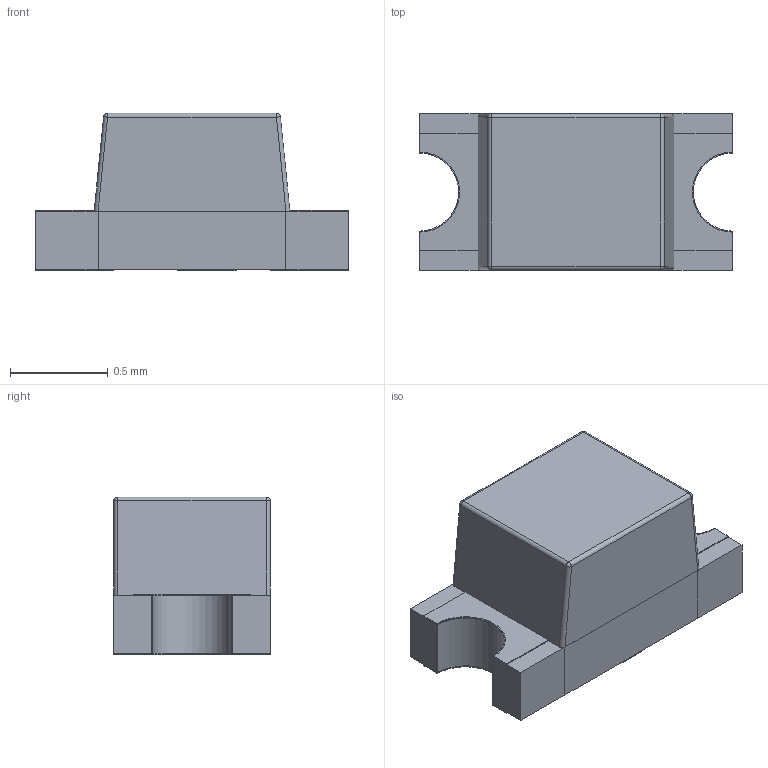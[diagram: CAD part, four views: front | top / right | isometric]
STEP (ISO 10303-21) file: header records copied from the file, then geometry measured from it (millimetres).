
FILE_DESCRIPTION((''),'2;1');
FILE_NAME('LED_OSRAM_LS Q976.stp','2014-11-12T15:43:39',(''),(''),'Mechanical Desktop 2011','Mechanical Desktop 2011',', , ');
FILE_SCHEMA(('AUTOMOTIVE_DESIGN { 1 2 10303 214 1 1 1 1 }'));
Length unit declared in the file: millimetre
Products named in the file (1): Product
Bounding box: 1.6 x 0.8 x 0.81 mm (x, y, z)
Volume: 0.7 mm3; surface area: 10.8 mm2
Topology: 12 solids, 12 shells, 100 faces, 220 edges, 140 vertices
Faces by surface type: bspline 42, plane 41, cylinder 13, sphere 4
Entity records: 2800 total; most frequent: CARTESIAN_POINT 653, ORIENTED_EDGE 432, DIRECTION 370, EDGE_CURVE 216, VECTOR 180, LINE 180, VERTEX_POINT 140, EDGE_LOOP 100
